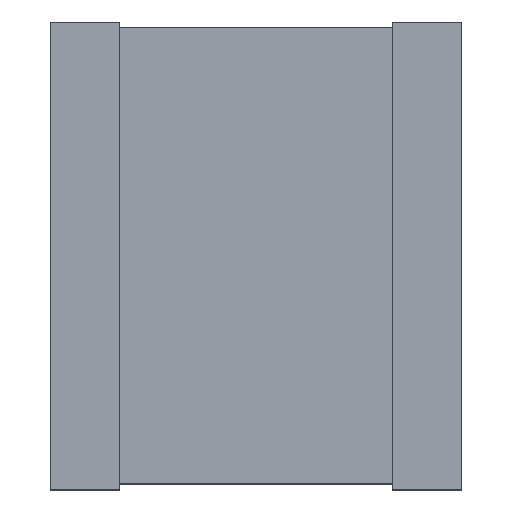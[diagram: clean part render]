
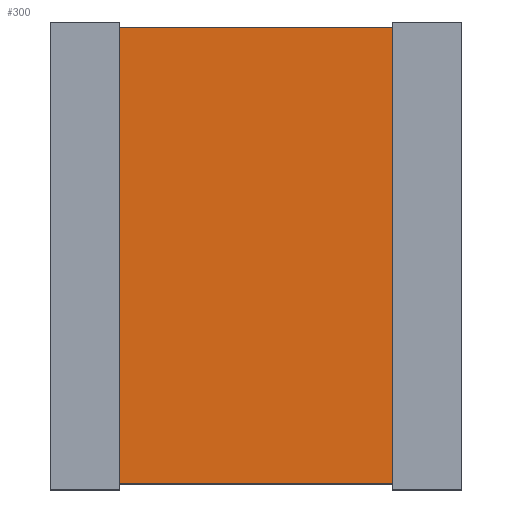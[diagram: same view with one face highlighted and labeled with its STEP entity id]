
A CAD part, top view. The second image highlights one B-rep face of the part: STEP entity #300.
In plain terms, the highlighted planar face has unit normal (0, 0, 1).
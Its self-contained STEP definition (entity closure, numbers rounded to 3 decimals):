
#21=FACE_OUTER_BOUND('',#39,.T.);
#39=EDGE_LOOP('',(#204,#205,#206,#207));
#54=LINE('',#429,#90);
#58=LINE('',#436,#94);
#61=LINE('',#442,#97);
#63=LINE('',#445,#99);
#90=VECTOR('',#353,3.708);
#94=VECTOR('',#359,6.19);
#97=VECTOR('',#364,3.708);
#99=VECTOR('',#368,6.19);
#126=VERTEX_POINT('',#426);
#127=VERTEX_POINT('',#428);
#129=VERTEX_POINT('',#434);
#131=VERTEX_POINT('',#440);
#150=EDGE_CURVE('',#127,#126,#54,.T.);
#154=EDGE_CURVE('',#126,#129,#58,.T.);
#157=EDGE_CURVE('',#129,#131,#61,.T.);
#159=EDGE_CURVE('',#131,#127,#63,.T.);
#204=ORIENTED_EDGE('',*,*,#150,.T.);
#205=ORIENTED_EDGE('',*,*,#154,.T.);
#206=ORIENTED_EDGE('',*,*,#157,.T.);
#207=ORIENTED_EDGE('',*,*,#159,.T.);
#261=PLANE('',#334);
#300=ADVANCED_FACE('',(#21),#261,.T.);
#334=AXIS2_PLACEMENT_3D('',#447,#371,#372);
#353=DIRECTION('',(1.,0.,0.));
#359=DIRECTION('',(0.,1.,0.));
#364=DIRECTION('',(-1.,0.,0.));
#368=DIRECTION('',(0.,-1.,0.));
#371=DIRECTION('center_axis',(0.,0.,1.));
#372=DIRECTION('ref_axis',(0.,1.,0.));
#426=CARTESIAN_POINT('',(1.854,-3.095,2.613));
#428=CARTESIAN_POINT('',(-1.854,-3.095,2.613));
#429=CARTESIAN_POINT('',(-1.854,-3.095,2.613));
#434=CARTESIAN_POINT('',(1.854,3.095,2.613));
#436=CARTESIAN_POINT('',(1.854,-3.095,2.613));
#440=CARTESIAN_POINT('',(-1.854,3.095,2.613));
#442=CARTESIAN_POINT('',(1.854,3.095,2.613));
#445=CARTESIAN_POINT('',(-1.854,3.095,2.613));
#447=CARTESIAN_POINT('Origin',(-1.854,-3.095,2.613));
